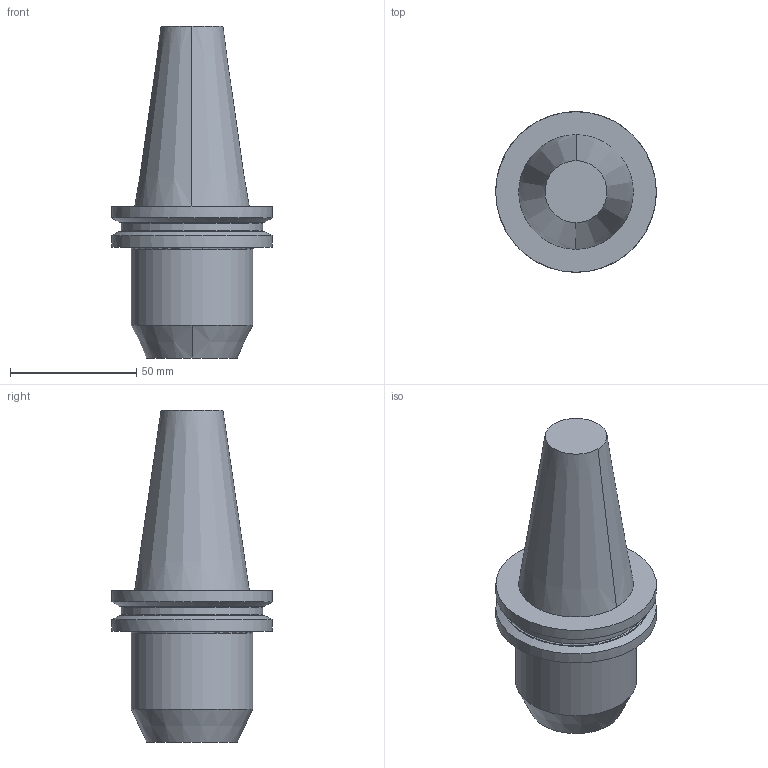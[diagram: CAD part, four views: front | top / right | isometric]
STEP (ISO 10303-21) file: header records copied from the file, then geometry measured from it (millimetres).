
FILE_DESCRIPTION(/* description */ (''),/* implementation_level */ '2;1');
FILE_NAME(/* name */ '69871.40AD-W.16.063.stp',/* time_stamp */ '2024-07-22T13:26:57+02:00',/* author */ (''),/* organization */ (''),/* preprocessor_version */ 'ST-DEVELOPER v16.7',/* originating_system */ 'SIEMENS PLM Software NX 12.0',/* authorisation */ '');
FILE_SCHEMA (('AUTOMOTIVE_DESIGN { 1 0 10303 214 3 1 1 1 }'));
Length unit declared in the file: millimetre
Products named in the file (1): pf6612088076yv60
Bounding box: 63.55 x 63.55 x 131.4 mm (x, y, z)
Volume: 191694.8 mm3; surface area: 22784.6 mm2
Topology: 1 solids, 1 shells, 19 faces, 41 edges, 28 vertices
Faces by surface type: plane 6, cone 6, cylinder 4, torus 3
Full cylindrical faces by diameter (mm): 48 x1, 56 x1, 63.55 x2
Entity records: 523 total; most frequent: DIRECTION 96, CARTESIAN_POINT 77, ORIENTED_EDGE 58, AXIS2_PLACEMENT_3D 44, EDGE_LOOP 32, EDGE_CURVE 29, FACE_BOUND 26, VERTEX_POINT 25
